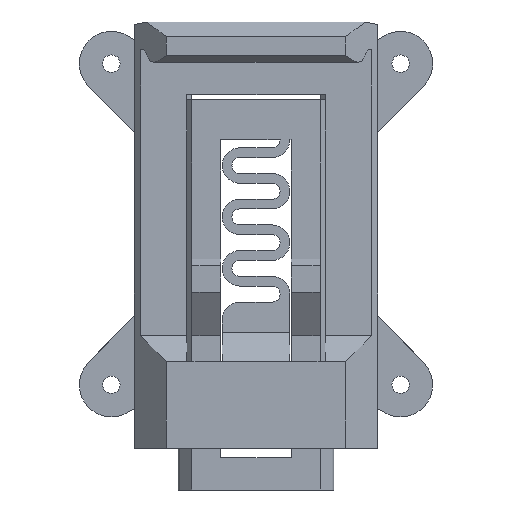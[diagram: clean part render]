
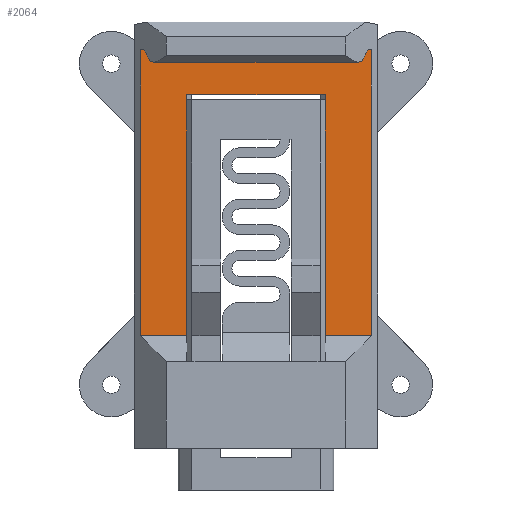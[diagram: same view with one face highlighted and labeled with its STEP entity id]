
A CAD part, front view. The second image highlights one B-rep face of the part: STEP entity #2064.
In plain terms, the highlighted planar face has unit normal (0, -1, 0).
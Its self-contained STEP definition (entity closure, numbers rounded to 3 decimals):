
#90 = PLANE ( 'NONE',  #1374 ) ;
#101 = VECTOR ( 'NONE', #4028, 1000. ) ;
#158 = VERTEX_POINT ( 'NONE', #2332 ) ;
#159 = CARTESIAN_POINT ( 'NONE',  ( 277.063, 165.5, -409.634 ) ) ;
#169 = ORIENTED_EDGE ( 'NONE', *, *, #2050, .T. ) ;
#246 = CARTESIAN_POINT ( 'NONE',  ( 312.937, 165.5, -365.134 ) ) ;
#250 = DIRECTION ( 'NONE',  ( 0., 0., 1. ) ) ;
#281 = EDGE_LOOP ( 'NONE', ( #3463, #2175, #169, #759, #4177, #3655, #3199, #2966 ) ) ;
#525 = EDGE_CURVE ( 'NONE', #1064, #1620, #4329, .T. ) ;
#532 = DIRECTION ( 'NONE',  ( 1., 0., 0. ) ) ;
#581 = VERTEX_POINT ( 'NONE', #1404 ) ;
#759 = ORIENTED_EDGE ( 'NONE', *, *, #1656, .T. ) ;
#763 = CARTESIAN_POINT ( 'NONE',  ( 284.25, 165.5, -372.134 ) ) ;
#771 = DIRECTION ( 'NONE',  ( 0., 0., -1. ) ) ;
#839 = EDGE_CURVE ( 'NONE', #4056, #581, #1621, .T. ) ;
#912 = DIRECTION ( 'NONE',  ( 1., 0., 0. ) ) ;
#1064 = VERTEX_POINT ( 'NONE', #1692 ) ;
#1086 = VECTOR ( 'NONE', #532, 1000. ) ;
#1200 = VERTEX_POINT ( 'NONE', #2143 ) ;
#1264 = LINE ( 'NONE', #2638, #1086 ) ;
#1374 = AXIS2_PLACEMENT_3D ( 'NONE', #4145, #1434, #771 ) ;
#1404 = CARTESIAN_POINT ( 'NONE',  ( 312.937, 165.5, -409.634 ) ) ;
#1413 = CARTESIAN_POINT ( 'NONE',  ( -272.055, 165.5, -409.634 ) ) ;
#1424 = CARTESIAN_POINT ( 'NONE',  ( 305.75, 165.5, -363.427 ) ) ;
#1434 = DIRECTION ( 'NONE',  ( 0., 1., 0. ) ) ;
#1611 = CARTESIAN_POINT ( 'NONE',  ( 132.979, 165.5, -409.634 ) ) ;
#1618 = LINE ( 'NONE', #3304, #4338 ) ;
#1620 = VERTEX_POINT ( 'NONE', #4210 ) ;
#1621 = LINE ( 'NONE', #2315, #3275 ) ;
#1656 = EDGE_CURVE ( 'NONE', #158, #2759, #1777, .T. ) ;
#1692 = CARTESIAN_POINT ( 'NONE',  ( 305.75, 165.5, -372.134 ) ) ;
#1739 = EDGE_CURVE ( 'NONE', #2065, #1200, #1618, .T. ) ;
#1745 = EDGE_CURVE ( 'NONE', #2759, #1064, #1264, .T. ) ;
#1772 = DIRECTION ( 'NONE',  ( 1., 0., 0. ) ) ;
#1777 = LINE ( 'NONE', #3194, #2444 ) ;
#1819 = LINE ( 'NONE', #1413, #2726 ) ;
#1840 = CARTESIAN_POINT ( 'NONE',  ( 325.162, 165.5, -365.134 ) ) ;
#1974 = EDGE_CURVE ( 'NONE', #4056, #1200, #3791, .T. ) ;
#2050 = EDGE_CURVE ( 'NONE', #2065, #158, #1819, .T. ) ;
#2064 = ADVANCED_FACE ( 'NONE', ( #3853 ), #90, .F. ) ;
#2065 = VERTEX_POINT ( 'NONE', #159 ) ;
#2143 = CARTESIAN_POINT ( 'NONE',  ( 277.063, 165.5, -365.134 ) ) ;
#2162 = VECTOR ( 'NONE', #2488, 1000. ) ;
#2175 = ORIENTED_EDGE ( 'NONE', *, *, #1739, .F. ) ;
#2315 = CARTESIAN_POINT ( 'NONE',  ( 312.937, 165.5, -360.793 ) ) ;
#2332 = CARTESIAN_POINT ( 'NONE',  ( 284.25, 165.5, -409.634 ) ) ;
#2444 = VECTOR ( 'NONE', #3504, 1000. ) ;
#2488 = DIRECTION ( 'NONE',  ( -1., 0., 0. ) ) ;
#2638 = CARTESIAN_POINT ( 'NONE',  ( 325.162, 165.5, -372.134 ) ) ;
#2726 = VECTOR ( 'NONE', #1772, 1000. ) ;
#2759 = VERTEX_POINT ( 'NONE', #763 ) ;
#2966 = ORIENTED_EDGE ( 'NONE', *, *, #839, .F. ) ;
#3194 = CARTESIAN_POINT ( 'NONE',  ( 284.25, 165.5, -363.427 ) ) ;
#3199 = ORIENTED_EDGE ( 'NONE', *, *, #3721, .T. ) ;
#3275 = VECTOR ( 'NONE', #4250, 1000. ) ;
#3304 = CARTESIAN_POINT ( 'NONE',  ( 277.063, 165.5, -360.793 ) ) ;
#3463 = ORIENTED_EDGE ( 'NONE', *, *, #1974, .T. ) ;
#3504 = DIRECTION ( 'NONE',  ( 0., 0., 1. ) ) ;
#3625 = LINE ( 'NONE', #1611, #3869 ) ;
#3655 = ORIENTED_EDGE ( 'NONE', *, *, #525, .T. ) ;
#3721 = EDGE_CURVE ( 'NONE', #1620, #581, #3625, .T. ) ;
#3791 = LINE ( 'NONE', #1840, #2162 ) ;
#3853 = FACE_OUTER_BOUND ( 'NONE', #281, .T. ) ;
#3869 = VECTOR ( 'NONE', #912, 1000. ) ;
#4028 = DIRECTION ( 'NONE',  ( 0., 0., -1. ) ) ;
#4056 = VERTEX_POINT ( 'NONE', #246 ) ;
#4145 = CARTESIAN_POINT ( 'NONE',  ( 325.162, 165.5, -382.134 ) ) ;
#4177 = ORIENTED_EDGE ( 'NONE', *, *, #1745, .T. ) ;
#4210 = CARTESIAN_POINT ( 'NONE',  ( 305.75, 165.5, -409.634 ) ) ;
#4250 = DIRECTION ( 'NONE',  ( 0., 0., -1. ) ) ;
#4329 = LINE ( 'NONE', #1424, #101 ) ;
#4338 = VECTOR ( 'NONE', #250, 1000. ) ;
